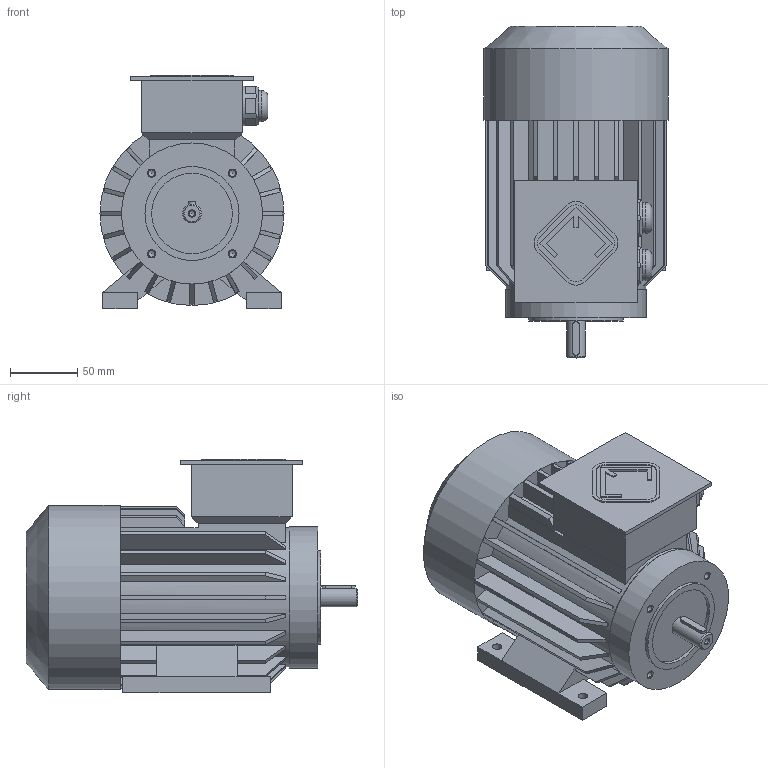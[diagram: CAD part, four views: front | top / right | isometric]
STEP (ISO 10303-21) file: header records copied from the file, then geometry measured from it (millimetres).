
FILE_DESCRIPTION(/* description */ ('Unknown'),/* implementation_level */ '2;1');
FILE_NAME(/* name */ 'AIS71_В34',/* time_stamp */ '2021-03-23T11:23:57+03:00',/* author */ ('Unknown'),/* organization */ ('Unknown'),/* preprocessor_version */ 'ST-DEVELOPER v16',/* originating_system */ 'DEX',/* authorisation */ $);
FILE_SCHEMA (('AUTOMOTIVE_DESIGN {1 0 10303 214 3 1 1}'));
Length unit declared in the file: millimetre
Products named in the file (1): AIS71_ﾂ34
Bounding box: 137 x 247 x 174 mm (x, y, z)
Volume: 2789790.5 mm3; surface area: 226029.8 mm2
Topology: 1 solids, 1 shells, 309 faces, 866 edges, 568 vertices
Faces by surface type: plane 205, cylinder 66, cone 36, torus 2
Full cylindrical faces by diameter (mm): 4.134 x2, 4.917 x8, 7 x4, 14 x1, 23.257 x2, 29.5 x2, 60 x1, 70 x1, 104 x1, 105 x1, 137 x1
Entity records: 11963 total; most frequent: CARTESIAN_POINT 1984, DIRECTION 1615, ORIENTED_EDGE 1600, EDGE_CURVE 800, AXIS2_PLACEMENT_3D 555, VERTEX_POINT 546, LINE 505, VECTOR 505
